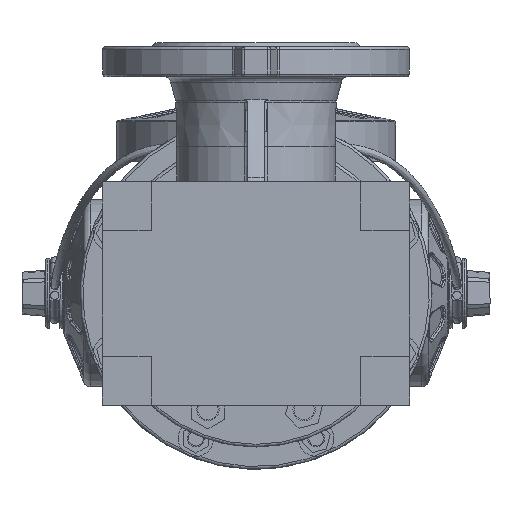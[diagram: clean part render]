
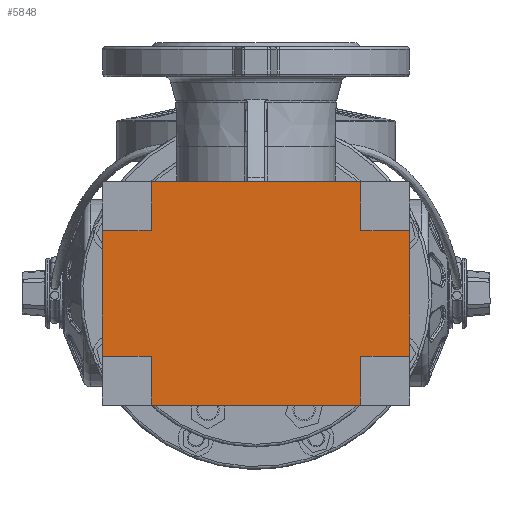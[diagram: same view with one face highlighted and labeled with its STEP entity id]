
A CAD part, front view. The second image highlights one B-rep face of the part: STEP entity #5848.
In plain terms, the highlighted planar face has unit normal (0, -1, 0).
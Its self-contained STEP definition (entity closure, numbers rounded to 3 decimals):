
#5848=ADVANCED_FACE('',(#10580),#10581,.T.);
#10580=FACE_OUTER_BOUND('',#126886,.T.);
#10581=PLANE('',#126887);
#126886=EDGE_LOOP('',(#148340,#148341,#148342,#148343,#148344,#148345,#148346,#148347,#148348,#148349,#148350,#148351));
#126887=AXIS2_PLACEMENT_3D('',#148352,#148353,#148354);
#148340=ORIENTED_EDGE('',*,*,#155078,.T.);
#148341=ORIENTED_EDGE('',*,*,#155079,.T.);
#148342=ORIENTED_EDGE('',*,*,#155080,.T.);
#148343=ORIENTED_EDGE('',*,*,#155081,.F.);
#148344=ORIENTED_EDGE('',*,*,#155082,.F.);
#148345=ORIENTED_EDGE('',*,*,#155083,.T.);
#148346=ORIENTED_EDGE('',*,*,#155084,.T.);
#148347=ORIENTED_EDGE('',*,*,#155060,.T.);
#148348=ORIENTED_EDGE('',*,*,#155085,.F.);
#148349=ORIENTED_EDGE('',*,*,#155069,.T.);
#148350=ORIENTED_EDGE('',*,*,#155077,.T.);
#148351=ORIENTED_EDGE('',*,*,#155065,.T.);
#148352=CARTESIAN_POINT('',(0.,-403.0,-110.0));
#148353=DIRECTION('',(0.0,-1.0,0.0));
#148354=DIRECTION('',(1.0,0.0,0.0));
#155060=EDGE_CURVE('',#162837,#162835,#162838,.T.);
#155065=EDGE_CURVE('',#162840,#162845,#162847,.T.);
#155069=EDGE_CURVE('',#162854,#162852,#162855,.T.);
#155077=EDGE_CURVE('',#162852,#162840,#162866,.T.);
#155078=EDGE_CURVE('',#162845,#162867,#162868,.T.);
#155079=EDGE_CURVE('',#162867,#162869,#162870,.T.);
#155080=EDGE_CURVE('',#162869,#162871,#162872,.T.);
#155081=EDGE_CURVE('',#162873,#162871,#162874,.T.);
#155082=EDGE_CURVE('',#162875,#162873,#162876,.T.);
#155083=EDGE_CURVE('',#162875,#162877,#162878,.T.);
#155084=EDGE_CURVE('',#162877,#162837,#162879,.T.);
#155085=EDGE_CURVE('',#162854,#162835,#162880,.T.);
#162835=VERTEX_POINT('',#187580);
#162837=VERTEX_POINT('',#187583);
#162838=LINE('',#187584,#187585);
#162840=VERTEX_POINT('',#187588);
#162845=VERTEX_POINT('',#187595);
#162847=LINE('',#187598,#187599);
#162852=VERTEX_POINT('',#187606);
#162854=VERTEX_POINT('',#187609);
#162855=LINE('',#187610,#187611);
#162866=LINE('',#187629,#187630);
#162867=VERTEX_POINT('',#187631);
#162868=LINE('',#187632,#187633);
#162869=VERTEX_POINT('',#187634);
#162870=LINE('',#187635,#187636);
#162871=VERTEX_POINT('',#187637);
#162872=LINE('',#187638,#187639);
#162873=VERTEX_POINT('',#187640);
#162874=LINE('',#187641,#187642);
#162875=VERTEX_POINT('',#187643);
#162876=LINE('',#187644,#187645);
#162877=VERTEX_POINT('',#187646);
#162878=LINE('',#187647,#187648);
#162879=LINE('',#187649,#187650);
#162880=LINE('',#187651,#187652);
#187580=CARTESIAN_POINT('',(-45.0,-403.0,-75.0));
#187583=CARTESIAN_POINT('',(-80.0,-403.0,-75.0));
#187584=CARTESIAN_POINT('',(0.,-403.0,-75.0));
#187585=VECTOR('',#196743,1.0);
#187588=CARTESIAN_POINT('',(45.0,-403.0,-75.0));
#187595=CARTESIAN_POINT('',(80.,-403.0,-75.0));
#187598=CARTESIAN_POINT('',(0.,-403.0,-75.0));
#187599=VECTOR('',#196748,1.0);
#187606=CARTESIAN_POINT('',(45.0,-403.0,-110.0));
#187609=CARTESIAN_POINT('',(-45.0,-403.0,-110.0));
#187610=CARTESIAN_POINT('',(0.,-403.0,-110.0));
#187611=VECTOR('',#196752,1.0);
#187629=CARTESIAN_POINT('',(45.0,-403.0,-110.0));
#187630=VECTOR('',#196760,1.0);
#187631=CARTESIAN_POINT('',(80.,-403.0,75.0));
#187632=CARTESIAN_POINT('',(80.,-403.0,0.0));
#187633=VECTOR('',#196761,1.0);
#187634=CARTESIAN_POINT('',(45.0,-403.0,75.0));
#187635=CARTESIAN_POINT('',(0.,-403.0,75.0));
#187636=VECTOR('',#196762,1.0);
#187637=CARTESIAN_POINT('',(45.0,-403.0,110.0));
#187638=CARTESIAN_POINT('',(45.0,-403.0,-110.0));
#187639=VECTOR('',#196763,1.0);
#187640=CARTESIAN_POINT('',(-45.0,-403.0,110.0));
#187641=CARTESIAN_POINT('',(0.,-403.0,110.0));
#187642=VECTOR('',#196764,1.0);
#187643=CARTESIAN_POINT('',(-45.0,-403.0,75.0));
#187644=CARTESIAN_POINT('',(-45.0,-403.0,-110.0));
#187645=VECTOR('',#196765,1.0);
#187646=CARTESIAN_POINT('',(-80.0,-403.0,75.0));
#187647=CARTESIAN_POINT('',(0.,-403.0,75.0));
#187648=VECTOR('',#196766,1.0);
#187649=CARTESIAN_POINT('',(-80.0,-403.0,0.0));
#187650=VECTOR('',#196767,1.0);
#187651=CARTESIAN_POINT('',(-45.0,-403.0,-110.0));
#187652=VECTOR('',#196768,1.0);
#196743=DIRECTION('',(1.0,0.0,0.));
#196748=DIRECTION('',(1.0,0.0,0.));
#196752=DIRECTION('',(1.0,0.0,0.0));
#196760=DIRECTION('',(0.0,0.0,1.0));
#196761=DIRECTION('',(0.,0.0,1.0));
#196762=DIRECTION('',(-1.0,0.0,0.0));
#196763=DIRECTION('',(0.0,0.0,1.0));
#196764=DIRECTION('',(1.0,0.0,0.0));
#196765=DIRECTION('',(0.0,0.0,1.0));
#196766=DIRECTION('',(-1.0,0.0,0.0));
#196767=DIRECTION('',(0.0,0.0,-1.0));
#196768=DIRECTION('',(0.0,0.0,1.0));
